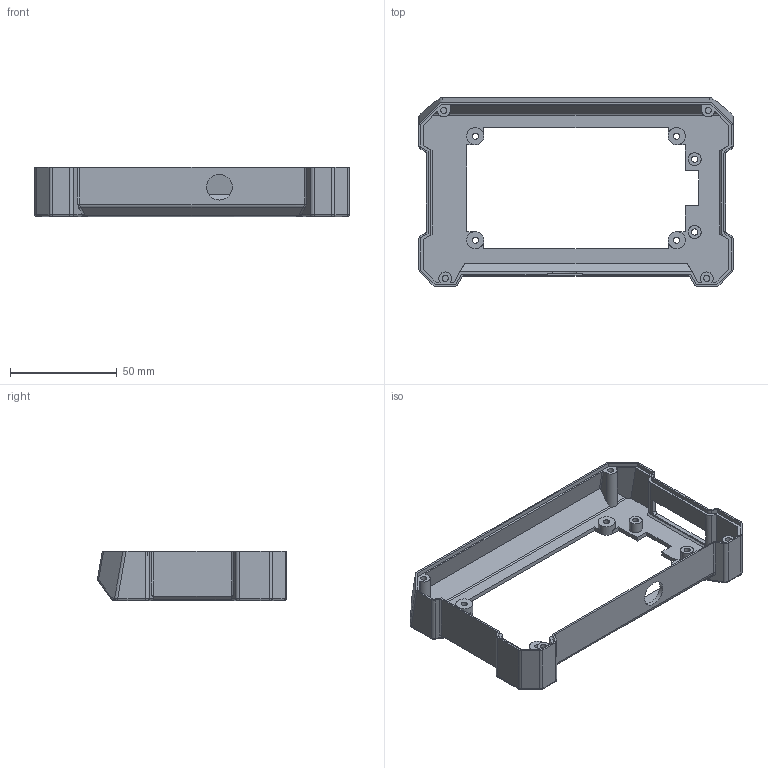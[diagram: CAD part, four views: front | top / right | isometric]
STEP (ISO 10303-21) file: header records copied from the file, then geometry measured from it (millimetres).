
FILE_DESCRIPTION(('CATIA V5 STEP Exchange'),'2;1');
FILE_NAME('BOX_front.stp','2016-07-07T15:25:19+00:00',('none'),('none'),'CATIA Version 5 Release 16 (IN-10)','CATIA V5 STEP AP203','none');
FILE_SCHEMA(('CONFIG_CONTROL_DESIGN'));
Length unit declared in the file: millimetre
Products named in the file (1): BOX_front
Bounding box: 147 x 88.44 x 23 mm (x, y, z)
Volume: 30537.7 mm3; surface area: 32594.2 mm2
Topology: 1 solids, 1 shells, 242 faces, 657 edges, 420 vertices
Faces by surface type: plane 112, cylinder 102, bspline 16, torus 10, extrusion 2
Entity records: 8216 total; most frequent: CARTESIAN_POINT 2607, ORIENTED_EDGE 1310, DIRECTION 864, EDGE_CURVE 655, VERTEX_POINT 420, VECTOR 368, LINE 366, AXIS2_PLACEMENT_3D 319
